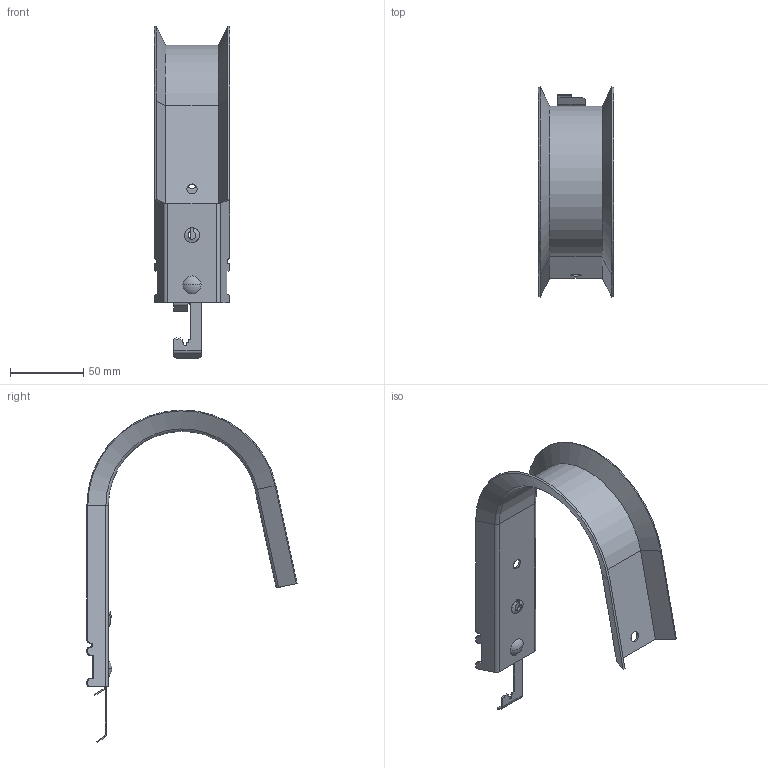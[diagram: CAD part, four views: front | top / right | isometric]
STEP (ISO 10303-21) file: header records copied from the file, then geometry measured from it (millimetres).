
FILE_DESCRIPTION (( 'STEP AP203' ), '1' );
FILE_NAME ('WJH64W.STEP', '2024-03-05T08:48:28', ( '' ), ( '' ), 'SwSTEP 2.0', 'SolidWorks 2021', '' );
FILE_SCHEMA (( 'CONFIG_CONTROL_DESIGN' ));
Length unit declared in the file: millimetre
Products named in the file (4): WJH64W; W.step; oval head semi-tubular rivets gb_GB_CONNECTING_PIECE_RIVET_OHSR 6X7; WJH64.step
Assembly tree (3 placements, depth 2):
  WJH64W
    W.step
    oval head semi-tubular rivets gb_GB_CONNECTING_PIECE_RIVET_OHSR 6X7
    WJH64.step
Bounding box: 51.43 x 143.92 x 227.29 mm (x, y, z)
Volume: 32710.9 mm3; surface area: 51860.1 mm2
Topology: 3 solids, 3 shells, 207 faces, 555 edges, 348 vertices
Faces by surface type: plane 110, cylinder 61, cone 24, bspline 6, torus 4, sphere 2
Entity records: 7597 total; most frequent: CARTESIAN_POINT 2011, ORIENTED_EDGE 1106, DIRECTION 1074, EDGE_CURVE 553, AXIS2_PLACEMENT_3D 368, VERTEX_POINT 348, VECTOR 338, LINE 338
